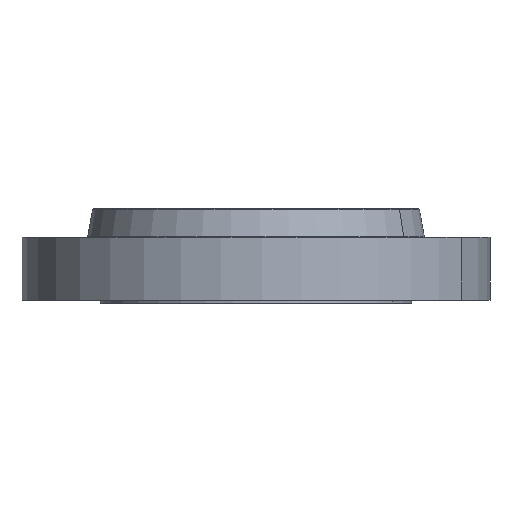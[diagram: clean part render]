
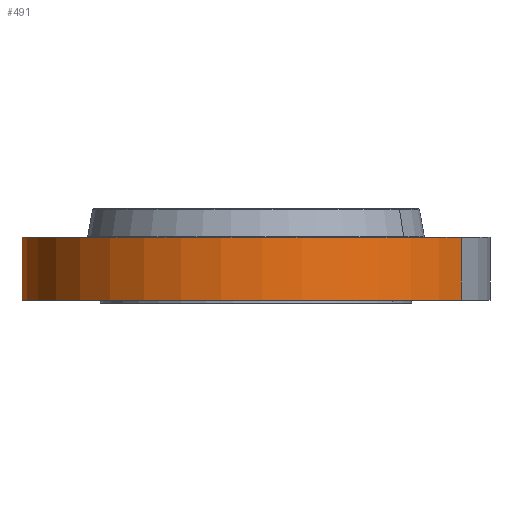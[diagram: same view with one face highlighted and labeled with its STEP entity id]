
A CAD part, left-side view. The second image highlights one B-rep face of the part: STEP entity #491.
In plain terms, the highlighted cylindrical face has radius 520.7 mm (diameter 1041.4 mm), a partial arc.
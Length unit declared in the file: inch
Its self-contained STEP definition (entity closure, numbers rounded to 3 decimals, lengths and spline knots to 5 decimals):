
#455=AXIS2_PLACEMENT_3D('Cylinder Axis2P3D',#452,#453,#454) ;
#459=AXIS2_PLACEMENT_3D('Circle Axis2P3D',#457,#458,$) ;
#475=AXIS2_PLACEMENT_3D('Circle Axis2P3D',#473,#474,$) ;
#452=CARTESIAN_POINT('Axis2P3D Location',(0.,0.,3.875)) ;
#457=CARTESIAN_POINT('Axis2P3D Location',(0.,0.,0.)) ;
#461=CARTESIAN_POINT('Vertex',(-9.82822,-17.99044,0.)) ;
#463=CARTESIAN_POINT('Vertex',(9.82822,17.99044,0.)) ;
#466=CARTESIAN_POINT('Line Origine',(-9.82822,-17.99044,2.75)) ;
#470=CARTESIAN_POINT('Vertex',(-9.82822,-17.99044,5.5)) ;
#473=CARTESIAN_POINT('Axis2P3D Location',(0.,0.,5.5)) ;
#477=CARTESIAN_POINT('Vertex',(9.82822,17.99044,5.5)) ;
#480=CARTESIAN_POINT('Line Origine',(9.82822,17.99044,2.75)) ;
#453=DIRECTION('Axis2P3D Direction',(0.,0.,-0.039)) ;
#454=DIRECTION('Axis2P3D XDirection',(0.019,0.035,0.)) ;
#458=DIRECTION('Axis2P3D Direction',(0.,0.,-0.039)) ;
#467=DIRECTION('Vector Direction',(0.,0.,-0.039)) ;
#474=DIRECTION('Axis2P3D Direction',(0.,0.,-0.039)) ;
#481=DIRECTION('Vector Direction',(0.,0.,-0.039)) ;
#468=VECTOR('Line Direction',#467,0.03937) ;
#482=VECTOR('Line Direction',#481,0.03937) ;
#486=ORIENTED_EDGE('',*,*,#465,.F.) ;
#487=ORIENTED_EDGE('',*,*,#472,.T.) ;
#488=ORIENTED_EDGE('',*,*,#479,.T.) ;
#489=ORIENTED_EDGE('',*,*,#484,.F.) ;
#491=ADVANCED_FACE('PartBody',(#490),#456,.T.) ;
#460=CIRCLE('generated circle',#459,20.5) ;
#476=CIRCLE('generated circle',#475,20.5) ;
#456=CYLINDRICAL_SURFACE('generated cylinder',#455,20.5) ;
#465=EDGE_CURVE('',#462,#464,#460,.T.) ;
#472=EDGE_CURVE('',#462,#471,#469,.F.) ;
#479=EDGE_CURVE('',#471,#478,#476,.T.) ;
#484=EDGE_CURVE('',#464,#478,#483,.F.) ;
#485=EDGE_LOOP('',(#486,#487,#488,#489)) ;
#490=FACE_OUTER_BOUND('',#485,.T.) ;
#469=LINE('Line',#466,#468) ;
#483=LINE('Line',#480,#482) ;
#462=VERTEX_POINT('',#461) ;
#464=VERTEX_POINT('',#463) ;
#471=VERTEX_POINT('',#470) ;
#478=VERTEX_POINT('',#477) ;
